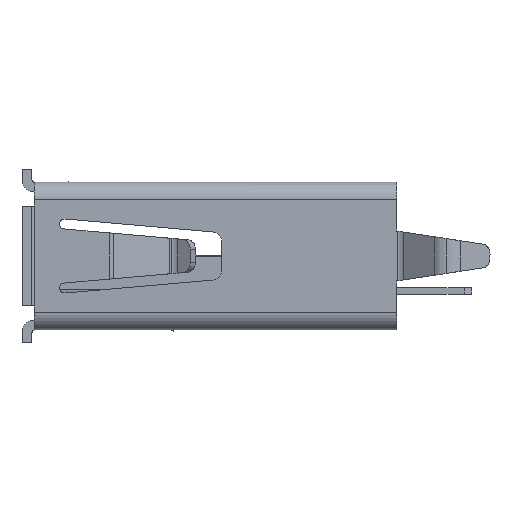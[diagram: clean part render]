
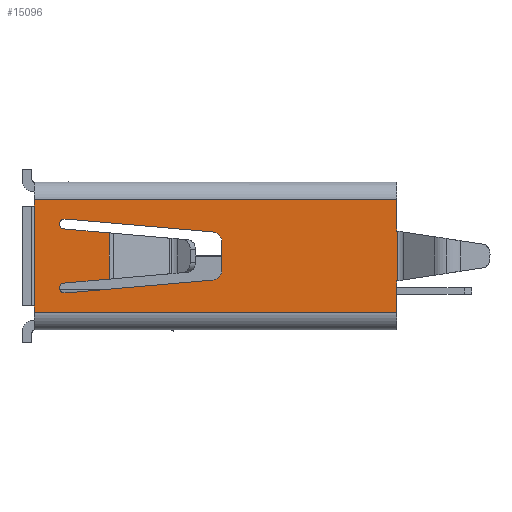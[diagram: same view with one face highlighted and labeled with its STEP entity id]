
A CAD part, left-side view. The second image highlights one B-rep face of the part: STEP entity #15096.
In plain terms, the highlighted planar face has unit normal (-1, 0, 0).
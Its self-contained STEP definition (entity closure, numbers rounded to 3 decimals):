
#9127=AXIS2_PLACEMENT_3D('Circle Axis2P3D',#9125,#9126,$) ;
#9175=AXIS2_PLACEMENT_3D('Circle Axis2P3D',#9173,#9174,$) ;
#9247=AXIS2_PLACEMENT_3D('Circle Axis2P3D',#9245,#9246,$) ;
#9295=AXIS2_PLACEMENT_3D('Circle Axis2P3D',#9293,#9294,$) ;
#9367=AXIS2_PLACEMENT_3D('Circle Axis2P3D',#9365,#9366,$) ;
#9415=AXIS2_PLACEMENT_3D('Circle Axis2P3D',#9413,#9414,$) ;
#15014=AXIS2_PLACEMENT_3D('Plane Axis2P3D',#15011,#15012,#15013) ;
#7342=CARTESIAN_POINT('Vertex',(-35.808,352.464,-16.412)) ;
#7345=CARTESIAN_POINT('Line Origine',(-35.808,352.464,-16.282)) ;
#7349=CARTESIAN_POINT('Vertex',(-35.808,352.464,-16.152)) ;
#8918=CARTESIAN_POINT('Line Origine',(-35.808,352.464,-12.022)) ;
#8922=CARTESIAN_POINT('Vertex',(-35.808,352.464,-11.892)) ;
#8924=CARTESIAN_POINT('Vertex',(-35.808,352.464,-12.152)) ;
#9088=CARTESIAN_POINT('Vertex',(-35.808,349.464,-15.077)) ;
#9091=CARTESIAN_POINT('Line Origine',(-35.808,350.382,-15.157)) ;
#9095=CARTESIAN_POINT('Vertex',(-35.808,351.3,-15.238)) ;
#9125=CARTESIAN_POINT('Axis2P3D Location',(-35.808,351.284,-15.417)) ;
#9129=CARTESIAN_POINT('Vertex',(-35.808,351.464,-15.417)) ;
#9149=CARTESIAN_POINT('Line Origine',(-35.808,351.464,-15.428)) ;
#9153=CARTESIAN_POINT('Vertex',(-35.808,351.464,-15.439)) ;
#9173=CARTESIAN_POINT('Axis2P3D Location',(-35.808,351.284,-15.439)) ;
#9177=CARTESIAN_POINT('Vertex',(-35.808,351.284,-15.619)) ;
#9197=CARTESIAN_POINT('Line Origine',(-35.808,351.175,-15.619)) ;
#9201=CARTESIAN_POINT('Vertex',(-35.808,351.065,-15.619)) ;
#9221=CARTESIAN_POINT('Line Origine',(-35.808,348.197,-15.368)) ;
#9225=CARTESIAN_POINT('Vertex',(-35.808,345.33,-15.117)) ;
#9245=CARTESIAN_POINT('Axis2P3D Location',(-35.808,345.364,-14.718)) ;
#9249=CARTESIAN_POINT('Vertex',(-35.808,344.964,-14.718)) ;
#9269=CARTESIAN_POINT('Line Origine',(-35.808,344.964,-14.152)) ;
#9273=CARTESIAN_POINT('Vertex',(-35.808,344.964,-13.586)) ;
#9293=CARTESIAN_POINT('Axis2P3D Location',(-35.808,345.364,-13.586)) ;
#9297=CARTESIAN_POINT('Vertex',(-35.808,345.33,-13.187)) ;
#9317=CARTESIAN_POINT('Line Origine',(-35.808,348.197,-12.936)) ;
#9321=CARTESIAN_POINT('Vertex',(-35.808,351.065,-12.685)) ;
#9341=CARTESIAN_POINT('Line Origine',(-35.808,351.175,-12.685)) ;
#9345=CARTESIAN_POINT('Vertex',(-35.808,351.284,-12.685)) ;
#9365=CARTESIAN_POINT('Axis2P3D Location',(-35.808,351.284,-12.865)) ;
#9369=CARTESIAN_POINT('Vertex',(-35.808,351.464,-12.865)) ;
#9389=CARTESIAN_POINT('Line Origine',(-35.808,351.464,-12.876)) ;
#9393=CARTESIAN_POINT('Vertex',(-35.808,351.464,-12.887)) ;
#9413=CARTESIAN_POINT('Axis2P3D Location',(-35.808,351.284,-12.887)) ;
#9417=CARTESIAN_POINT('Vertex',(-35.808,351.3,-13.066)) ;
#9437=CARTESIAN_POINT('Line Origine',(-35.808,350.382,-13.147)) ;
#9441=CARTESIAN_POINT('Vertex',(-35.808,349.464,-13.227)) ;
#14992=CARTESIAN_POINT('Line Origine',(-35.808,352.128,-16.412)) ;
#14996=CARTESIAN_POINT('Vertex',(-35.808,337.964,-16.412)) ;
#15011=CARTESIAN_POINT('Axis2P3D Location',(-35.808,336.284,-16.539)) ;
#15016=CARTESIAN_POINT('Line Origine',(-35.808,352.464,-14.152)) ;
#15021=CARTESIAN_POINT('Line Origine',(-35.808,337.964,-15.782)) ;
#15025=CARTESIAN_POINT('Vertex',(-35.808,337.964,-15.152)) ;
#15028=CARTESIAN_POINT('Line Origine',(-35.808,337.949,-15.15)) ;
#15032=CARTESIAN_POINT('Vertex',(-35.808,337.934,-15.147)) ;
#15035=CARTESIAN_POINT('Line Origine',(-35.808,337.934,-14.152)) ;
#15039=CARTESIAN_POINT('Vertex',(-35.808,337.934,-13.157)) ;
#15042=CARTESIAN_POINT('Line Origine',(-35.808,337.949,-13.154)) ;
#15046=CARTESIAN_POINT('Vertex',(-35.808,337.964,-13.152)) ;
#15049=CARTESIAN_POINT('Line Origine',(-35.808,337.964,-12.522)) ;
#15053=CARTESIAN_POINT('Vertex',(-35.808,337.964,-11.892)) ;
#15056=CARTESIAN_POINT('Line Origine',(-35.808,345.214,-11.892)) ;
#15073=CARTESIAN_POINT('Line Origine',(-35.808,349.464,-14.152)) ;
#7346=DIRECTION('Vector Direction',(0.,0.,-1.)) ;
#8919=DIRECTION('Vector Direction',(0.,0.,-1.)) ;
#9092=DIRECTION('Vector Direction',(0.,-0.996,0.087)) ;
#9126=DIRECTION('Axis2P3D Direction',(1.,0.,0.)) ;
#9150=DIRECTION('Vector Direction',(0.,0.,1.)) ;
#9174=DIRECTION('Axis2P3D Direction',(-1.,0.,0.)) ;
#9198=DIRECTION('Vector Direction',(0.,1.,0.)) ;
#9222=DIRECTION('Vector Direction',(0.,-0.996,0.087)) ;
#9246=DIRECTION('Axis2P3D Direction',(1.,0.,0.)) ;
#9270=DIRECTION('Vector Direction',(0.,0.,1.)) ;
#9294=DIRECTION('Axis2P3D Direction',(-1.,0.,0.)) ;
#9318=DIRECTION('Vector Direction',(0.,0.996,0.087)) ;
#9342=DIRECTION('Vector Direction',(0.,1.,0.)) ;
#9366=DIRECTION('Axis2P3D Direction',(1.,0.,0.)) ;
#9390=DIRECTION('Vector Direction',(0.,0.,1.)) ;
#9414=DIRECTION('Axis2P3D Direction',(-1.,0.,0.)) ;
#9438=DIRECTION('Vector Direction',(0.,0.996,0.087)) ;
#14993=DIRECTION('Vector Direction',(0.,-1.,0.)) ;
#15012=DIRECTION('Axis2P3D Direction',(-1.,0.,0.)) ;
#15013=DIRECTION('Axis2P3D XDirection',(0.,0.,1.)) ;
#15017=DIRECTION('Vector Direction',(0.,0.,1.)) ;
#15022=DIRECTION('Vector Direction',(0.,0.,-1.)) ;
#15029=DIRECTION('Vector Direction',(0.,0.989,-0.151)) ;
#15036=DIRECTION('Vector Direction',(0.,0.,1.)) ;
#15043=DIRECTION('Vector Direction',(0.,0.989,0.151)) ;
#15050=DIRECTION('Vector Direction',(0.,0.,-1.)) ;
#15057=DIRECTION('Vector Direction',(0.,-1.,0.)) ;
#15074=DIRECTION('Vector Direction',(0.,0.,1.)) ;
#7347=VECTOR('Line Direction',#7346,1.) ;
#8920=VECTOR('Line Direction',#8919,1.) ;
#9093=VECTOR('Line Direction',#9092,1.) ;
#9151=VECTOR('Line Direction',#9150,1.) ;
#9199=VECTOR('Line Direction',#9198,1.) ;
#9223=VECTOR('Line Direction',#9222,1.) ;
#9271=VECTOR('Line Direction',#9270,1.) ;
#9319=VECTOR('Line Direction',#9318,1.) ;
#9343=VECTOR('Line Direction',#9342,1.) ;
#9391=VECTOR('Line Direction',#9390,1.) ;
#9439=VECTOR('Line Direction',#9438,1.) ;
#14994=VECTOR('Line Direction',#14993,1.) ;
#15018=VECTOR('Line Direction',#15017,1.) ;
#15023=VECTOR('Line Direction',#15022,1.) ;
#15030=VECTOR('Line Direction',#15029,1.) ;
#15037=VECTOR('Line Direction',#15036,1.) ;
#15044=VECTOR('Line Direction',#15043,1.) ;
#15051=VECTOR('Line Direction',#15050,1.) ;
#15058=VECTOR('Line Direction',#15057,1.) ;
#15075=VECTOR('Line Direction',#15074,1.) ;
#15062=ORIENTED_EDGE('',*,*,#8926,.T.) ;
#15063=ORIENTED_EDGE('',*,*,#15020,.F.) ;
#15064=ORIENTED_EDGE('',*,*,#7351,.T.) ;
#15065=ORIENTED_EDGE('',*,*,#14998,.F.) ;
#15066=ORIENTED_EDGE('',*,*,#15027,.F.) ;
#15067=ORIENTED_EDGE('',*,*,#15034,.F.) ;
#15068=ORIENTED_EDGE('',*,*,#15041,.T.) ;
#15069=ORIENTED_EDGE('',*,*,#15048,.T.) ;
#15070=ORIENTED_EDGE('',*,*,#15055,.F.) ;
#15071=ORIENTED_EDGE('',*,*,#15060,.F.) ;
#15079=ORIENTED_EDGE('',*,*,#9371,.T.) ;
#15080=ORIENTED_EDGE('',*,*,#9347,.F.) ;
#15081=ORIENTED_EDGE('',*,*,#9323,.F.) ;
#15082=ORIENTED_EDGE('',*,*,#9299,.T.) ;
#15083=ORIENTED_EDGE('',*,*,#9275,.F.) ;
#15084=ORIENTED_EDGE('',*,*,#9251,.T.) ;
#15085=ORIENTED_EDGE('',*,*,#9227,.F.) ;
#15086=ORIENTED_EDGE('',*,*,#9203,.T.) ;
#15087=ORIENTED_EDGE('',*,*,#9179,.T.) ;
#15088=ORIENTED_EDGE('',*,*,#9155,.T.) ;
#15089=ORIENTED_EDGE('',*,*,#9131,.T.) ;
#15090=ORIENTED_EDGE('',*,*,#9097,.T.) ;
#15091=ORIENTED_EDGE('',*,*,#15077,.T.) ;
#15092=ORIENTED_EDGE('',*,*,#9443,.T.) ;
#15093=ORIENTED_EDGE('',*,*,#9419,.T.) ;
#15094=ORIENTED_EDGE('',*,*,#9395,.T.) ;
#15095=FACE_BOUND('',#15078,.T.) ;
#15096=ADVANCED_FACE('MANIFOLD_SOLID_BREP #19032',(#15072,#15095),#15015,.T.) ;
#9128=CIRCLE('generated circle',#9127,0.18) ;
#9176=CIRCLE('generated circle',#9175,0.18) ;
#9248=CIRCLE('generated circle',#9247,0.4) ;
#9296=CIRCLE('generated circle',#9295,0.4) ;
#9368=CIRCLE('generated circle',#9367,0.18) ;
#9416=CIRCLE('generated circle',#9415,0.18) ;
#7351=EDGE_CURVE('',#7350,#7343,#7348,.T.) ;
#8926=EDGE_CURVE('',#8923,#8925,#8921,.T.) ;
#9097=EDGE_CURVE('',#9096,#9089,#9094,.T.) ;
#9131=EDGE_CURVE('',#9130,#9096,#9128,.T.) ;
#9155=EDGE_CURVE('',#9154,#9130,#9152,.T.) ;
#9179=EDGE_CURVE('',#9178,#9154,#9176,.F.) ;
#9203=EDGE_CURVE('',#9202,#9178,#9200,.T.) ;
#9227=EDGE_CURVE('',#9202,#9226,#9224,.T.) ;
#9251=EDGE_CURVE('',#9250,#9226,#9248,.T.) ;
#9275=EDGE_CURVE('',#9250,#9274,#9272,.T.) ;
#9299=EDGE_CURVE('',#9298,#9274,#9296,.F.) ;
#9323=EDGE_CURVE('',#9298,#9322,#9320,.T.) ;
#9347=EDGE_CURVE('',#9322,#9346,#9344,.T.) ;
#9371=EDGE_CURVE('',#9370,#9346,#9368,.T.) ;
#9395=EDGE_CURVE('',#9394,#9370,#9392,.T.) ;
#9419=EDGE_CURVE('',#9418,#9394,#9416,.F.) ;
#9443=EDGE_CURVE('',#9442,#9418,#9440,.T.) ;
#14998=EDGE_CURVE('',#14997,#7343,#14995,.F.) ;
#15020=EDGE_CURVE('',#7350,#8925,#15019,.T.) ;
#15027=EDGE_CURVE('',#15026,#14997,#15024,.T.) ;
#15034=EDGE_CURVE('',#15033,#15026,#15031,.T.) ;
#15041=EDGE_CURVE('',#15033,#15040,#15038,.T.) ;
#15048=EDGE_CURVE('',#15040,#15047,#15045,.T.) ;
#15055=EDGE_CURVE('',#15054,#15047,#15052,.T.) ;
#15060=EDGE_CURVE('',#8923,#15054,#15059,.T.) ;
#15077=EDGE_CURVE('',#9089,#9442,#15076,.T.) ;
#15061=EDGE_LOOP('',(#15062,#15063,#15064,#15065,#15066,#15067,#15068,#15069,#15070,#15071)) ;
#15078=EDGE_LOOP('',(#15079,#15080,#15081,#15082,#15083,#15084,#15085,#15086,#15087,#15088,#15089,#15090,#15091,#15092,#15093,#15094)) ;
#15072=FACE_OUTER_BOUND('',#15061,.T.) ;
#7348=LINE('Line',#7345,#7347) ;
#8921=LINE('Line',#8918,#8920) ;
#9094=LINE('Line',#9091,#9093) ;
#9152=LINE('Line',#9149,#9151) ;
#9200=LINE('Line',#9197,#9199) ;
#9224=LINE('Line',#9221,#9223) ;
#9272=LINE('Line',#9269,#9271) ;
#9320=LINE('Line',#9317,#9319) ;
#9344=LINE('Line',#9341,#9343) ;
#9392=LINE('Line',#9389,#9391) ;
#9440=LINE('Line',#9437,#9439) ;
#14995=LINE('Line',#14992,#14994) ;
#15019=LINE('Line',#15016,#15018) ;
#15024=LINE('Line',#15021,#15023) ;
#15031=LINE('Line',#15028,#15030) ;
#15038=LINE('Line',#15035,#15037) ;
#15045=LINE('Line',#15042,#15044) ;
#15052=LINE('Line',#15049,#15051) ;
#15059=LINE('Line',#15056,#15058) ;
#15076=LINE('Line',#15073,#15075) ;
#15015=PLANE('',#15014) ;
#7343=VERTEX_POINT('',#7342) ;
#7350=VERTEX_POINT('',#7349) ;
#8923=VERTEX_POINT('',#8922) ;
#8925=VERTEX_POINT('',#8924) ;
#9089=VERTEX_POINT('',#9088) ;
#9096=VERTEX_POINT('',#9095) ;
#9130=VERTEX_POINT('',#9129) ;
#9154=VERTEX_POINT('',#9153) ;
#9178=VERTEX_POINT('',#9177) ;
#9202=VERTEX_POINT('',#9201) ;
#9226=VERTEX_POINT('',#9225) ;
#9250=VERTEX_POINT('',#9249) ;
#9274=VERTEX_POINT('',#9273) ;
#9298=VERTEX_POINT('',#9297) ;
#9322=VERTEX_POINT('',#9321) ;
#9346=VERTEX_POINT('',#9345) ;
#9370=VERTEX_POINT('',#9369) ;
#9394=VERTEX_POINT('',#9393) ;
#9418=VERTEX_POINT('',#9417) ;
#9442=VERTEX_POINT('',#9441) ;
#14997=VERTEX_POINT('',#14996) ;
#15026=VERTEX_POINT('',#15025) ;
#15033=VERTEX_POINT('',#15032) ;
#15040=VERTEX_POINT('',#15039) ;
#15047=VERTEX_POINT('',#15046) ;
#15054=VERTEX_POINT('',#15053) ;
